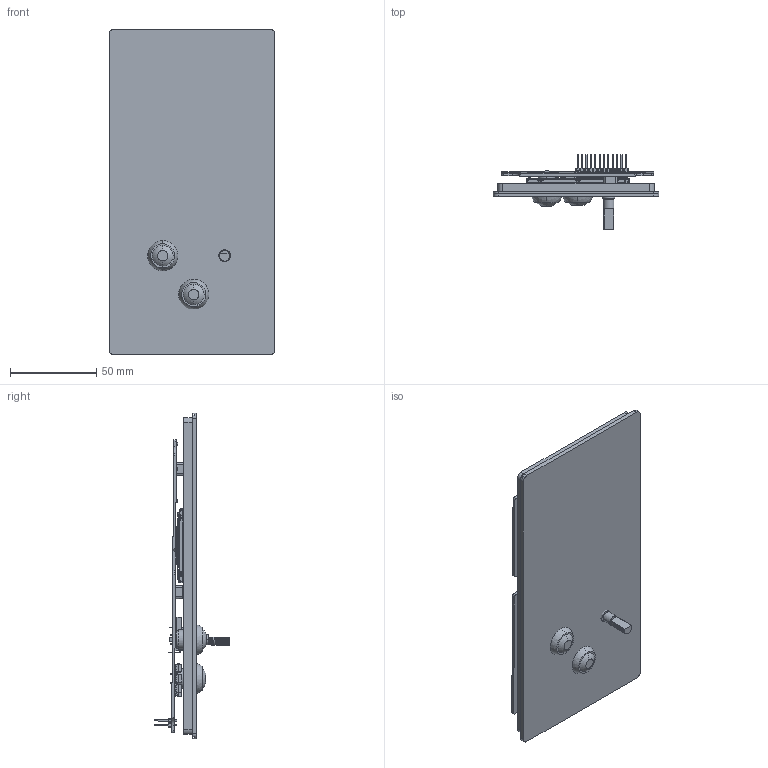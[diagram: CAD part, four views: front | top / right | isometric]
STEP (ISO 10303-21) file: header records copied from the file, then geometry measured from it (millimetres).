
FILE_DESCRIPTION((''),'2;1');
FILE_NAME('00B_LID_ASSEMBLY_ASM','2026-02-18T14:55:38',('Samuel'),(''),'CREO PARAMETRIC BY PTC INC, 2023073','CREO PARAMETRIC BY PTC INC, 2023073','');
FILE_SCHEMA(('CONFIG_CONTROL_DESIGN'));
Length unit declared in the file: millimetre
Products named in the file (141): 02_LID; OPEN_CASCADE_STEP_TRANSLATO-138; BOARDPS1-2B-BASIS_ASM; NHD-2_4-240320AF-CSXP_REV2A; NHD-2_4-240320AF-CSXP_REV2A001; NHD-2_4-240320AF-CSXP_REV2A002; NHD-2_4-240320AF-CSXP_REV2A005; NHD-2_4-240320AF-CSXP_REV2A046_ASM; FOLD003; FOLD004; VERIFIED_NHD-2_4-240320AF-CSXP__ASM; MOD1PS1-2B-BASIS_ASM; OPEN_CASCADE_STEP_TRANSLA-22978; OPEN_CASCADE_STEP_TRANSLA-23033; BODY-23023_ASM; LEADER-25383; 9381675632_ASM; U6PS1-2B-BASIS_ASM; U5PS1-2B-BASIS_ASM; U4PS1-2B-BASIS_ASM; OPEN_CASCADE_STEP_TRANSLA-26081; OPEN_CASCADE_STEP_TRANSLA-26136; BODY-26126_ASM; LEADER-28486; 9381675824_ASM; U3PS1-2B-BASIS_ASM; U2PS1-2B-BASIS_ASM; U1PS1-2B-BASIS_ASM; EXTRUDED-29204; 9381426656_ASM; EXTRUDED-29807; 9381426704_ASM; EXTRUDED-30410; 9413339168_ASM; EXTRUDED-30602; 9413338928_ASM; CYLINDER-30794; 9413338256_ASM; L3PS1-2B-BASIS_ASM; INDM7676X43 ...
Assembly tree (293 placements, depth 7):
  00B_LID_ASSEMBLY_ASM
    02_LID
    PS1-2BA_3D_STEP_2026-02-16_ASM
      PCB_USERINTERFACE_ASM
        BOARDPS1-2B-BASIS_ASM
          OPEN_CASCADE_STEP_TRANSLATO-138
        MOD1PS1-2B-BASIS_ASM
          VERIFIED_NHD-2_4-240320AF-CSXP__ASM
            NHD-2_4-240320AF-CSXP_REV2A046_ASM
              NHD-2_4-240320AF-CSXP_REV2A
              NHD-2_4-240320AF-CSXP_REV2A001
              NHD-2_4-240320AF-CSXP_REV2A002
              NHD-2_4-240320AF-CSXP_REV2A005
            FOLD003
            FOLD004
        U6PS1-2B-BASIS_ASM
          9381675632_ASM
            OPEN_CASCADE_STEP_TRANSLA-22978
            BODY-23023_ASM
              OPEN_CASCADE_STEP_TRANSLA-23033
            LEADER-25383  x4
        U5PS1-2B-BASIS_ASM
          9381675632_ASM
            OPEN_CASCADE_STEP_TRANSLA-22978
            BODY-23023_ASM
              OPEN_CASCADE_STEP_TRANSLA-23033
            LEADER-25383  x4
        U4PS1-2B-BASIS_ASM
          9381675632_ASM
            OPEN_CASCADE_STEP_TRANSLA-22978
            BODY-23023_ASM
              OPEN_CASCADE_STEP_TRANSLA-23033
            LEADER-25383  x4
        U3PS1-2B-BASIS_ASM
          9381675824_ASM
            OPEN_CASCADE_STEP_TRANSLA-26081
            BODY-26126_ASM
              OPEN_CASCADE_STEP_TRANSLA-26136
            LEADER-28486  x4
        U2PS1-2B-BASIS_ASM
          9381675632_ASM
            OPEN_CASCADE_STEP_TRANSLA-22978
            BODY-23023_ASM
              OPEN_CASCADE_STEP_TRANSLA-23033
            LEADER-25383  x4
        U1PS1-2B-BASIS_ASM
          9381675824_ASM
            OPEN_CASCADE_STEP_TRANSLA-26081
            BODY-26126_ASM
              OPEN_CASCADE_STEP_TRANSLA-26136
            LEADER-28486  x4
        L3PS1-2B-BASIS_ASM
          9381426656_ASM  x4
            EXTRUDED-29204
          9381426704_ASM  x4
            EXTRUDED-29807
          9413339168_ASM
            EXTRUDED-30410
          9413338928_ASM
            EXTRUDED-30602
Bounding box: 96 x 43.55 x 189 mm (x, y, z)
Volume: 86741.5 mm3; surface area: 102402.1 mm2
Topology: 234 solids, 240 shells, 4328 faces, 10769 edges, 6871 vertices
Faces by surface type: plane 3500, cylinder 703, sphere 70, bspline 55
Entity records: 58468 total; most frequent: CARTESIAN_POINT 12839, DIRECTION 9773, ORIENTED_EDGE 8376, EDGE_CURVE 4190, AXIS2_PLACEMENT_3D 3272, VECTOR 3229, LINE 3229, VERTEX_POINT 2725
